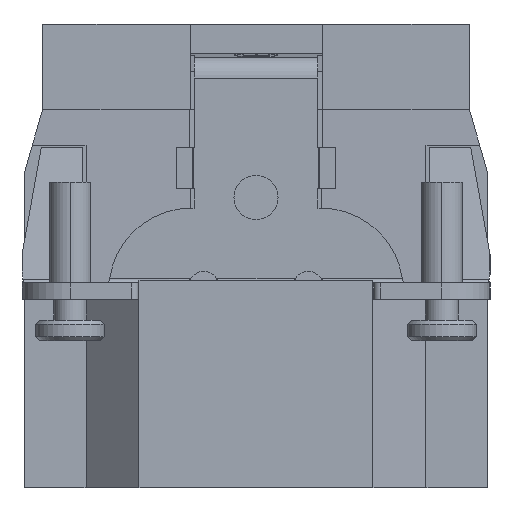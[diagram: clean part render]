
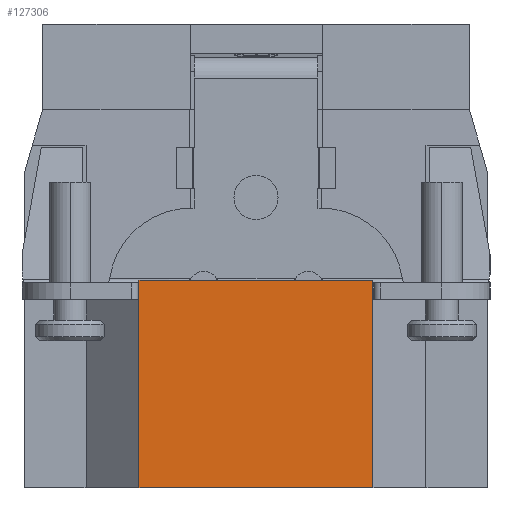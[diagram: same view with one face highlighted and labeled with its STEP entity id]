
A CAD part, left-side view. The second image highlights one B-rep face of the part: STEP entity #127306.
In plain terms, the highlighted planar face has unit normal (-1, 0, 0).
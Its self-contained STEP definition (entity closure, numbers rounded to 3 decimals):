
#372=DIRECTION('',(0.,1.,0.));
#373=VECTOR('',#372,17.);
#374=CARTESIAN_POINT('',(-54.95,-8.5,0.));
#375=LINE('',#374,#373);
#27271=DIRECTION('',(0.,1.,0.));
#27272=VECTOR('',#27271,17.);
#27273=CARTESIAN_POINT('',(-54.95,-8.5,15.1));
#27274=LINE('',#27273,#27272);
#31237=DIRECTION('',(0.,0.,-1.));
#31238=VECTOR('',#31237,15.1);
#31239=CARTESIAN_POINT('',(-54.95,-8.5,15.1));
#31240=LINE('',#31239,#31238);
#31241=DIRECTION('',(0.,0.,-1.));
#31242=VECTOR('',#31241,15.1);
#31243=CARTESIAN_POINT('',(-54.95,8.5,15.1));
#31244=LINE('',#31243,#31242);
#77255=CARTESIAN_POINT('',(-54.95,-8.5,0.));
#77256=CARTESIAN_POINT('',(-54.95,8.5,0.));
#77257=VERTEX_POINT('',#77255);
#77258=VERTEX_POINT('',#77256);
#77263=CARTESIAN_POINT('',(-54.95,-8.5,15.1));
#77264=VERTEX_POINT('',#77263);
#77265=CARTESIAN_POINT('',(-54.95,8.5,15.1));
#77266=VERTEX_POINT('',#77265);
#127295=CARTESIAN_POINT('',(-54.95,-16.8,11.5));
#127296=DIRECTION('',(-1.,0.,0.));
#127297=DIRECTION('',(0.,1.,0.));
#127298=AXIS2_PLACEMENT_3D('',#127295,#127296,#127297);
#127299=PLANE('',#127298);
#127300=ORIENTED_EDGE('',*,*,#121424,.F.);
#127301=ORIENTED_EDGE('',*,*,#121192,.T.);
#127302=ORIENTED_EDGE('',*,*,#103086,.T.);
#127303=ORIENTED_EDGE('',*,*,#125146,.F.);
#127304=EDGE_LOOP('',(#127300,#127301,#127302,#127303));
#127305=FACE_OUTER_BOUND('',#127304,.F.);
#127306=ADVANCED_FACE('',(#127305),#127299,.T.);
#103086=EDGE_CURVE('',#77257,#77258,#375,.T.);
#121192=EDGE_CURVE('',#77264,#77257,#31240,.T.);
#121424=EDGE_CURVE('',#77264,#77266,#27274,.T.);
#125146=EDGE_CURVE('',#77266,#77258,#31244,.T.);
